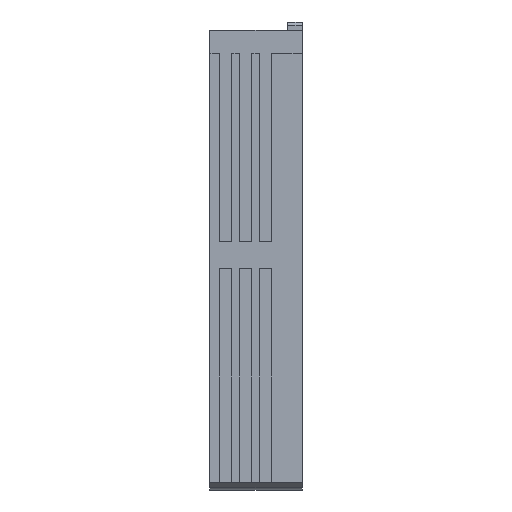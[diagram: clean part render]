
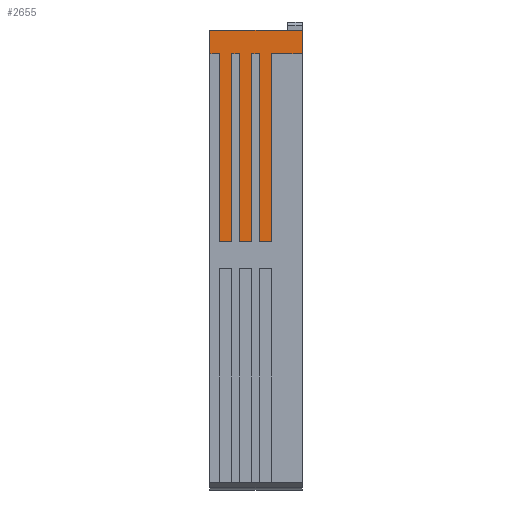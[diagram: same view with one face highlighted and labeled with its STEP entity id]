
A CAD part, front view. The second image highlights one B-rep face of the part: STEP entity #2655.
In plain terms, the highlighted planar face has unit normal (0, -1, 0).
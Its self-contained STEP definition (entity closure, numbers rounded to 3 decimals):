
#126 = VERTEX_POINT ( 'NONE', #3125 ) ;
#142 = ORIENTED_EDGE ( 'NONE', *, *, #3011, .T. ) ;
#205 = VERTEX_POINT ( 'NONE', #2359 ) ;
#207 = CARTESIAN_POINT ( 'NONE',  ( -6., -48.733, 0.033 ) ) ;
#235 = LINE ( 'NONE', #2167, #8710 ) ;
#306 = CARTESIAN_POINT ( 'NONE',  ( -6., -48.733, -3. ) ) ;
#344 = EDGE_CURVE ( 'NONE', #8387, #959, #5515, .T. ) ;
#548 = LINE ( 'NONE', #5083, #8822 ) ;
#587 = CARTESIAN_POINT ( 'NONE',  ( -0.55, -48.733, -27.5 ) ) ;
#598 = EDGE_LOOP ( 'NONE', ( #6174, #834, #7972, #8529, #3629, #5531, #5417, #4673, #1153, #4722, #5086, #1930, #1050, #3324, #8370, #142 ) ) ;
#718 = VECTOR ( 'NONE', #2693, 1000. ) ;
#756 = VERTEX_POINT ( 'NONE', #7189 ) ;
#834 = ORIENTED_EDGE ( 'NONE', *, *, #3044, .F. ) ;
#959 = VERTEX_POINT ( 'NONE', #587 ) ;
#1050 = ORIENTED_EDGE ( 'NONE', *, *, #6528, .T. ) ;
#1153 = ORIENTED_EDGE ( 'NONE', *, *, #4526, .T. ) ;
#1176 = VERTEX_POINT ( 'NONE', #7654 ) ;
#1203 = DIRECTION ( 'NONE',  ( 0., 0., -1. ) ) ;
#1242 = DIRECTION ( 'NONE',  ( 0., 0., -1. ) ) ;
#1370 = LINE ( 'NONE', #3483, #8782 ) ;
#1525 = LINE ( 'NONE', #3337, #2834 ) ;
#1674 = LINE ( 'NONE', #5337, #8654 ) ;
#1826 = EDGE_CURVE ( 'NONE', #5993, #756, #1525, .T. ) ;
#1842 = VERTEX_POINT ( 'NONE', #6153 ) ;
#1859 = DIRECTION ( 'NONE',  ( 0., 0., -1. ) ) ;
#1930 = ORIENTED_EDGE ( 'NONE', *, *, #6725, .F. ) ;
#1951 = DIRECTION ( 'NONE',  ( 1., 0., 0. ) ) ;
#1998 = DIRECTION ( 'NONE',  ( 1., 0., 0. ) ) ;
#2048 = DIRECTION ( 'NONE',  ( 0., 0., 1. ) ) ;
#2114 = CARTESIAN_POINT ( 'NONE',  ( -6., -48.733, -3. ) ) ;
#2167 = CARTESIAN_POINT ( 'NONE',  ( -2.15, -48.733, 0. ) ) ;
#2359 = CARTESIAN_POINT ( 'NONE',  ( -0.55, -48.733, -3. ) ) ;
#2366 = LINE ( 'NONE', #4131, #2818 ) ;
#2442 = DIRECTION ( 'NONE',  ( 1., 0., 0. ) ) ;
#2550 = LINE ( 'NONE', #8332, #718 ) ;
#2605 = CARTESIAN_POINT ( 'NONE',  ( -2.15, -48.733, -3. ) ) ;
#2631 = VECTOR ( 'NONE', #6541, 1000. ) ;
#2655 = ADVANCED_FACE ( 'NONE', ( #3579 ), #4025, .T. ) ;
#2656 = CARTESIAN_POINT ( 'NONE',  ( -6., -48.733, 0.033 ) ) ;
#2693 = DIRECTION ( 'NONE',  ( 1., 0., 0. ) ) ;
#2717 = CARTESIAN_POINT ( 'NONE',  ( -6., -48.733, 0.033 ) ) ;
#2813 = CARTESIAN_POINT ( 'NONE',  ( 0.45, -48.733, -27.5 ) ) ;
#2818 = VECTOR ( 'NONE', #1998, 1000. ) ;
#2820 = EDGE_CURVE ( 'NONE', #8387, #3847, #235, .T. ) ;
#2834 = VECTOR ( 'NONE', #1242, 1000. ) ;
#2841 = CARTESIAN_POINT ( 'NONE',  ( 2.05, -48.733, -3. ) ) ;
#3011 = EDGE_CURVE ( 'NONE', #126, #5165, #7610, .T. ) ;
#3044 = EDGE_CURVE ( 'NONE', #6645, #8896, #548, .T. ) ;
#3125 = CARTESIAN_POINT ( 'NONE',  ( -6., -48.733, 0.033 ) ) ;
#3264 = EDGE_CURVE ( 'NONE', #3321, #1842, #4772, .T. ) ;
#3321 = VERTEX_POINT ( 'NONE', #8346 ) ;
#3324 = ORIENTED_EDGE ( 'NONE', *, *, #1826, .F. ) ;
#3337 = CARTESIAN_POINT ( 'NONE',  ( 6., -48.733, 0.033 ) ) ;
#3342 = VECTOR ( 'NONE', #7566, 1000. ) ;
#3359 = DIRECTION ( 'NONE',  ( 0., -1., 0. ) ) ;
#3408 = LINE ( 'NONE', #3911, #6535 ) ;
#3457 = VECTOR ( 'NONE', #6187, 1000. ) ;
#3483 = CARTESIAN_POINT ( 'NONE',  ( -6., -48.733, -3. ) ) ;
#3545 = CARTESIAN_POINT ( 'NONE',  ( -2.15, -48.733, -27.5 ) ) ;
#3579 = FACE_OUTER_BOUND ( 'NONE', #598, .T. ) ;
#3629 = ORIENTED_EDGE ( 'NONE', *, *, #5091, .T. ) ;
#3846 = CARTESIAN_POINT ( 'NONE',  ( -4.75, -48.733, -27.5 ) ) ;
#3847 = VERTEX_POINT ( 'NONE', #2605 ) ;
#3911 = CARTESIAN_POINT ( 'NONE',  ( 2.05, -48.733, 0. ) ) ;
#3984 = EDGE_CURVE ( 'NONE', #205, #959, #4432, .T. ) ;
#3991 = VECTOR ( 'NONE', #8995, 1000. ) ;
#4025 = PLANE ( 'NONE',  #8006 ) ;
#4068 = EDGE_CURVE ( 'NONE', #5165, #8896, #9017, .T. ) ;
#4131 = CARTESIAN_POINT ( 'NONE',  ( 0., -48.733, -27.5 ) ) ;
#4432 = LINE ( 'NONE', #5527, #3342 ) ;
#4482 = LINE ( 'NONE', #306, #2631 ) ;
#4526 = EDGE_CURVE ( 'NONE', #205, #1176, #1370, .T. ) ;
#4673 = ORIENTED_EDGE ( 'NONE', *, *, #3984, .F. ) ;
#4722 = ORIENTED_EDGE ( 'NONE', *, *, #5473, .F. ) ;
#4749 = VERTEX_POINT ( 'NONE', #2841 ) ;
#4772 = LINE ( 'NONE', #8902, #6929 ) ;
#4821 = CARTESIAN_POINT ( 'NONE',  ( -4.75, -48.733, -3. ) ) ;
#4836 = EDGE_CURVE ( 'NONE', #6645, #1842, #7008, .T. ) ;
#5083 = CARTESIAN_POINT ( 'NONE',  ( -4.75, -48.733, 0. ) ) ;
#5086 = ORIENTED_EDGE ( 'NONE', *, *, #8284, .T. ) ;
#5091 = EDGE_CURVE ( 'NONE', #3321, #3847, #2550, .T. ) ;
#5165 = VERTEX_POINT ( 'NONE', #7713 ) ;
#5337 = CARTESIAN_POINT ( 'NONE',  ( 0.45, -48.733, 0. ) ) ;
#5380 = VERTEX_POINT ( 'NONE', #8814 ) ;
#5417 = ORIENTED_EDGE ( 'NONE', *, *, #344, .T. ) ;
#5473 = EDGE_CURVE ( 'NONE', #6834, #1176, #1674, .T. ) ;
#5515 = LINE ( 'NONE', #8900, #6911 ) ;
#5527 = CARTESIAN_POINT ( 'NONE',  ( -0.55, -48.733, 0. ) ) ;
#5531 = ORIENTED_EDGE ( 'NONE', *, *, #2820, .F. ) ;
#5605 = DIRECTION ( 'NONE',  ( 1., 0., 0. ) ) ;
#5832 = DIRECTION ( 'NONE',  ( 0., 0., 1. ) ) ;
#5993 = VERTEX_POINT ( 'NONE', #6644 ) ;
#6153 = CARTESIAN_POINT ( 'NONE',  ( -3.15, -48.733, -27.5 ) ) ;
#6174 = ORIENTED_EDGE ( 'NONE', *, *, #4068, .T. ) ;
#6187 = DIRECTION ( 'NONE',  ( 1., 0., 0. ) ) ;
#6444 = DIRECTION ( 'NONE',  ( 0., 0., -1. ) ) ;
#6528 = EDGE_CURVE ( 'NONE', #4749, #756, #4482, .T. ) ;
#6535 = VECTOR ( 'NONE', #8116, 1000. ) ;
#6541 = DIRECTION ( 'NONE',  ( 1., 0., 0. ) ) ;
#6602 = CARTESIAN_POINT ( 'NONE',  ( 0., -48.733, -27.5 ) ) ;
#6644 = CARTESIAN_POINT ( 'NONE',  ( 6., -48.733, 0.033 ) ) ;
#6645 = VERTEX_POINT ( 'NONE', #3846 ) ;
#6725 = EDGE_CURVE ( 'NONE', #4749, #5380, #3408, .T. ) ;
#6834 = VERTEX_POINT ( 'NONE', #2813 ) ;
#6911 = VECTOR ( 'NONE', #1951, 1000. ) ;
#6929 = VECTOR ( 'NONE', #1859, 1000. ) ;
#7008 = LINE ( 'NONE', #6602, #7337 ) ;
#7189 = CARTESIAN_POINT ( 'NONE',  ( 6., -48.733, -3. ) ) ;
#7337 = VECTOR ( 'NONE', #2442, 1000. ) ;
#7424 = DIRECTION ( 'NONE',  ( 0., 0., 1. ) ) ;
#7566 = DIRECTION ( 'NONE',  ( 0., 0., -1. ) ) ;
#7593 = LINE ( 'NONE', #2717, #3991 ) ;
#7610 = LINE ( 'NONE', #207, #8052 ) ;
#7654 = CARTESIAN_POINT ( 'NONE',  ( 0.45, -48.733, -3. ) ) ;
#7713 = CARTESIAN_POINT ( 'NONE',  ( -6., -48.733, -3. ) ) ;
#7972 = ORIENTED_EDGE ( 'NONE', *, *, #4836, .T. ) ;
#8006 = AXIS2_PLACEMENT_3D ( 'NONE', #2656, #3359, #1203 ) ;
#8052 = VECTOR ( 'NONE', #6444, 1000. ) ;
#8116 = DIRECTION ( 'NONE',  ( 0., 0., -1. ) ) ;
#8284 = EDGE_CURVE ( 'NONE', #6834, #5380, #2366, .T. ) ;
#8332 = CARTESIAN_POINT ( 'NONE',  ( -6., -48.733, -3. ) ) ;
#8346 = CARTESIAN_POINT ( 'NONE',  ( -3.15, -48.733, -3. ) ) ;
#8370 = ORIENTED_EDGE ( 'NONE', *, *, #8941, .F. ) ;
#8387 = VERTEX_POINT ( 'NONE', #3545 ) ;
#8529 = ORIENTED_EDGE ( 'NONE', *, *, #3264, .F. ) ;
#8654 = VECTOR ( 'NONE', #7424, 1000. ) ;
#8710 = VECTOR ( 'NONE', #2048, 1000. ) ;
#8782 = VECTOR ( 'NONE', #5605, 1000. ) ;
#8814 = CARTESIAN_POINT ( 'NONE',  ( 2.05, -48.733, -27.5 ) ) ;
#8822 = VECTOR ( 'NONE', #5832, 1000. ) ;
#8896 = VERTEX_POINT ( 'NONE', #4821 ) ;
#8900 = CARTESIAN_POINT ( 'NONE',  ( 0., -48.733, -27.5 ) ) ;
#8902 = CARTESIAN_POINT ( 'NONE',  ( -3.15, -48.733, 0. ) ) ;
#8941 = EDGE_CURVE ( 'NONE', #126, #5993, #7593, .T. ) ;
#8995 = DIRECTION ( 'NONE',  ( 1., 0., 0. ) ) ;
#9017 = LINE ( 'NONE', #2114, #3457 ) ;
